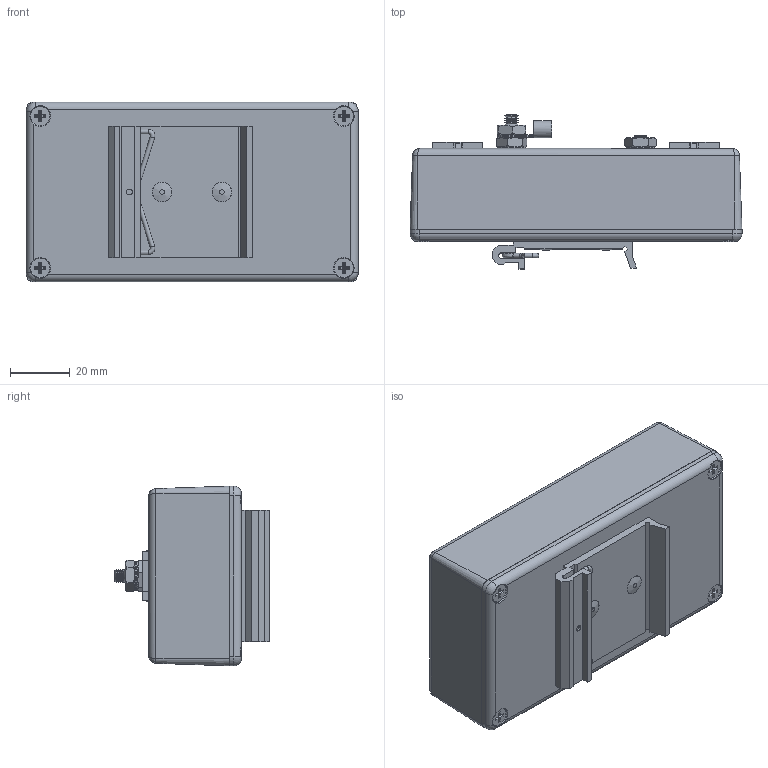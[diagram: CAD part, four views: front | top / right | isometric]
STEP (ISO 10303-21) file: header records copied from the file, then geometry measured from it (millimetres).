
FILE_DESCRIPTION (( 'STEP AP214' ), '1' );
FILE_NAME ('BTD-CAT5E-P1-HP.STEP', '2018-01-08T20:16:08', ( '' ), ( '' ), 'SwSTEP 2.0', 'SolidWorks 2014', '' );
FILE_SCHEMA (( 'AUTOMOTIVE_DESIGN' ));
Length unit declared in the file: inch
Products named in the file (15): 1AJ09-119; DIN-MNT44-MA1; BTD-CAT5E-P1-HP-MA1; XMH-0016; XFW-0002; XFN-0003; XCT-0005; X-JACK2_5-01; X557969-1; XF471-01_with text; 1AT02-016; BTD-CAT5E-P1-HP; XFS-0039; 1-8_ PopR_Head; DIN-MNT44
Assembly tree (22 placements, depth 3):
  BTD-CAT5E-P1-HP
    1AT02-016
    XF471-01_with text
    X557969-1  x2
    X-JACK2_5-01
    XCT-0005
    XFN-0003  x3
    XFW-0002  x2
    XMH-0016
    BTD-CAT5E-P1-HP-MA1
    DIN-MNT44
      DIN-MNT44-MA1
      1AJ09-119
    1-8_ PopR_Head  x2
    XFS-0039  x4
Bounding box: 111.15 x 51.64 x 60.2 mm (x, y, z)
Volume: 52221.7 mm3; surface area: 63702 mm2
Topology: 21 solids, 21 shells, 2113 faces, 5523 edges, 3537 vertices
Faces by surface type: plane 1312, cone 352, cylinder 281, bspline 126, torus 40, sphere 2
Full cylindrical faces by diameter (mm): 1.5 x6, 1.524 x2, 1.905 x1, 2 x2, 2.982 x4, 3.378 x2, 3.5 x2, 3.607 x1, 3.708 x4, 4.674 x1, 5.004 x1, 5.156 x2, 5.321 x1, 5.639 x1, 6.096 x1, 6.934 x4, 9.525 x2, 10.465 x1
Entity records: 64236 total; most frequent: CARTESIAN_POINT 18308, ORIENTED_EDGE 7160, DIRECTION 6562, EDGE_CURVE 3580, LINE 2634, VECTOR 2634, VERTEX_POINT 2428, AXIS2_PLACEMENT_3D 1964
